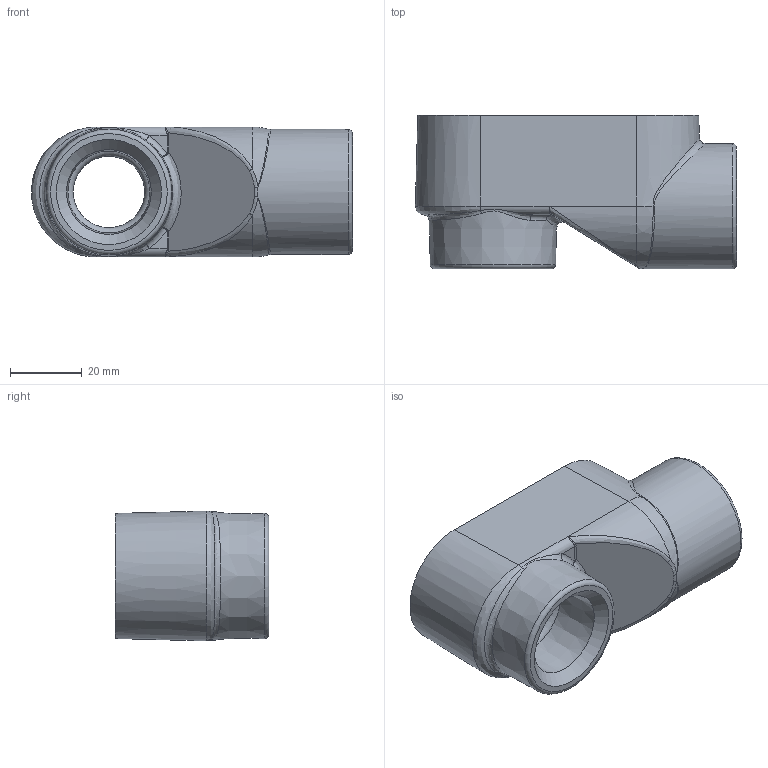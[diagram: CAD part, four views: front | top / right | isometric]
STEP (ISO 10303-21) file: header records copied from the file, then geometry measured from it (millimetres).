
FILE_DESCRIPTION(/* description */ (''),/* implementation_level */ '2;1');
FILE_NAME(/* name */ 'KIL_SLB-2.stp',/* time_stamp */ '2020-09-29T18:20:56+06:00',/* author */ ('lsugumaran'),/* organization */ (''),/* preprocessor_version */ 'ST-DEVELOPER v18',/* originating_system */ 'Autodesk Inventor 2020',/* authorisation */ '');
FILE_SCHEMA (('AUTOMOTIVE_DESIGN { 1 0 10303 214 3 1 1 }'));
Products named in the file (1): 0194804 -2
Bounding box: 89.68 x 42.86 x 36.28 mm (x, y, z)
Volume: 42385.9 mm3; surface area: 21023.8 mm2
Topology: 1 solids, 1 shells, 777 faces, 2068 edges, 1337 vertices
Faces by surface type: bspline 468, plane 211, cone 48, cylinder 20, torus 18, sphere 12
Full cylindrical faces by diameter (mm): 20.117 x1, 34.925 x1
Entity records: 39886 total; most frequent: CARTESIAN_POINT 24014, ORIENTED_EDGE 4112, EDGE_CURVE 2056, DIRECTION 1811, VERTEX_POINT 1337, B_SPLINE_CURVE_WITH_KNOTS 1095, EDGE_LOOP 837, FACE_OUTER_BOUND 777
